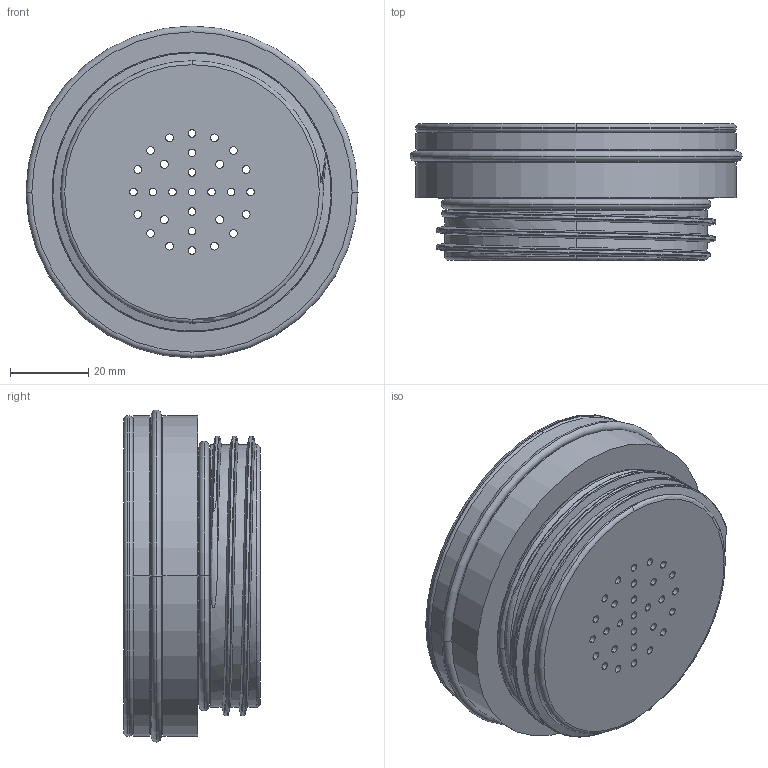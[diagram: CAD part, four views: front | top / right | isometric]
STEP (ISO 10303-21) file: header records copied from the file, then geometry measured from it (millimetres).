
FILE_DESCRIPTION (( 'STEP AP214' ), '1' );
FILE_NAME ('FilterCartidge-UVC_LED_WaterBottle_v2.STEP', '2025-12-22T01:55:51', ( '' ), ( '' ), 'SwSTEP 2.0', 'SolidWorks 2024', '' );
FILE_SCHEMA (( 'AUTOMOTIVE_DESIGN' ));
Length unit declared in the file: millimetre
Products named in the file (1): FilterCartidge-UVC_LED_WaterBottle_v2
Bounding box: 85 x 35 x 85 mm (x, y, z)
Volume: 137054.8 mm3; surface area: 46230.8 mm2
Topology: 4 solids, 4 shells, 330 faces, 818 edges, 496 vertices
Faces by surface type: cylinder 149, torus 144, bspline 21, plane 8, cone 8
Entity records: 19534 total; most frequent: CARTESIAN_POINT 10978, DIRECTION 1886, ORIENTED_EDGE 1634, AXIS2_PLACEMENT_3D 865, EDGE_CURVE 817, CIRCLE 555, VERTEX_POINT 494, EDGE_LOOP 449
